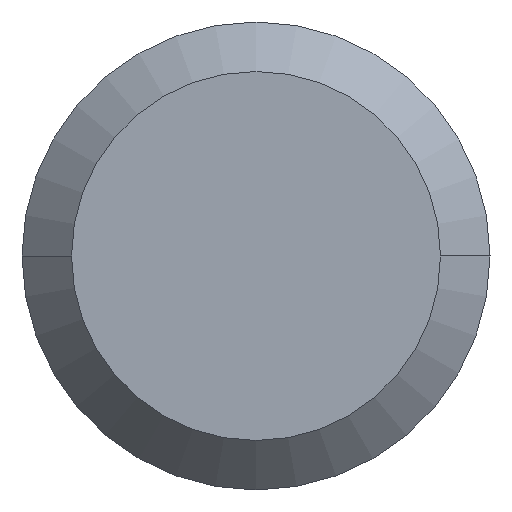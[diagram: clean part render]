
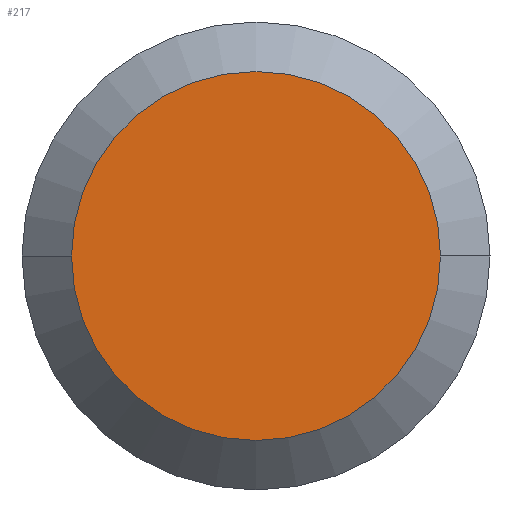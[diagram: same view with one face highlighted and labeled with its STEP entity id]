
A CAD part, left-side view. The second image highlights one B-rep face of the part: STEP entity #217.
In plain terms, the highlighted planar face has unit normal (-1, 0, 0).
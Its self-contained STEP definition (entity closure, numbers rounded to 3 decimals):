
#7 = DIRECTION ( 'NONE',  ( 0., -1., 0. ) ) ;
#15 = VERTEX_POINT ( 'NONE', #90 ) ;
#31 = CIRCLE ( 'NONE', #350, 2.365 ) ;
#43 = DIRECTION ( 'NONE',  ( -1., 0., 0. ) ) ;
#55 = AXIS2_PLACEMENT_3D ( 'NONE', #361, #138, #78 ) ;
#78 = DIRECTION ( 'NONE',  ( 0., 1., 0. ) ) ;
#83 = ORIENTED_EDGE ( 'NONE', *, *, #249, .F. ) ;
#86 = DIRECTION ( 'NONE',  ( 0., 1., 0. ) ) ;
#89 = EDGE_LOOP ( 'NONE', ( #83, #169 ) ) ;
#90 = CARTESIAN_POINT ( 'NONE',  ( 0., -2.365, 0. ) ) ;
#138 = DIRECTION ( 'NONE',  ( 1., 0., 0. ) ) ;
#156 = CIRCLE ( 'NONE', #55, 2.365 ) ;
#169 = ORIENTED_EDGE ( 'NONE', *, *, #342, .F. ) ;
#181 = VERTEX_POINT ( 'NONE', #282 ) ;
#189 = PLANE ( 'NONE',  #304 ) ;
#217 = ADVANCED_FACE ( 'NONE', ( #218 ), #189, .T. ) ;
#218 = FACE_OUTER_BOUND ( 'NONE', #89, .T. ) ;
#249 = EDGE_CURVE ( 'NONE', #181, #15, #156, .T. ) ;
#256 = CARTESIAN_POINT ( 'NONE',  ( 0., 0., 0. ) ) ;
#282 = CARTESIAN_POINT ( 'NONE',  ( 0., 2.365, 0. ) ) ;
#304 = AXIS2_PLACEMENT_3D ( 'NONE', #256, #43, #7 ) ;
#328 = DIRECTION ( 'NONE',  ( 1., 0., 0. ) ) ;
#342 = EDGE_CURVE ( 'NONE', #15, #181, #31, .T. ) ;
#350 = AXIS2_PLACEMENT_3D ( 'NONE', #373, #328, #86 ) ;
#361 = CARTESIAN_POINT ( 'NONE',  ( 0., 0., 0. ) ) ;
#373 = CARTESIAN_POINT ( 'NONE',  ( 0., 0., 0. ) ) ;
